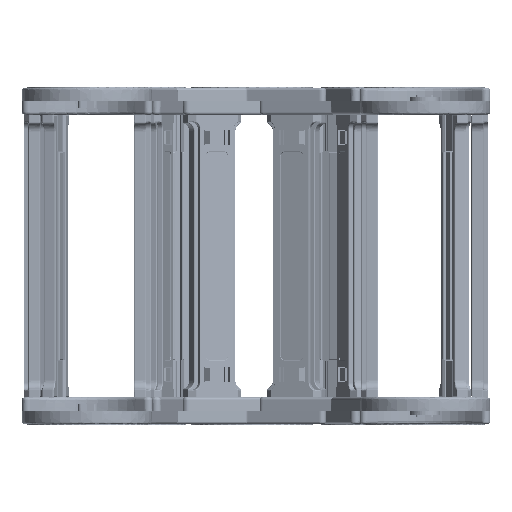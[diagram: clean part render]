
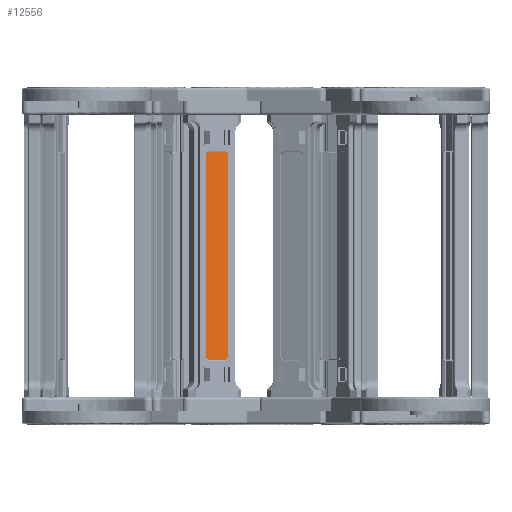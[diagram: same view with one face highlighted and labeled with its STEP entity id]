
A CAD part, left-side view. The second image highlights one B-rep face of the part: STEP entity #12556.
In plain terms, the highlighted face is planar.
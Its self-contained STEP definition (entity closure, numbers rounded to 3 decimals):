
#538 = DIRECTION ( 'NONE',  ( 0., 1., 0. ) ) ;
#1088 = DIRECTION ( 'NONE',  ( 1., 0., 0. ) ) ;
#1352 = CARTESIAN_POINT ( 'NONE',  ( -72.692, 199.948, 105.586 ) ) ;
#1693 = EDGE_CURVE ( 'NONE', #10374, #24438, #34735, .T. ) ;
#2067 = EDGE_LOOP ( 'NONE', ( #7278, #36514, #21550, #13431, #8021, #15046, #21696, #31257 ) ) ;
#2352 = AXIS2_PLACEMENT_3D ( 'NONE', #35376, #538, #14794 ) ;
#3569 = EDGE_CURVE ( 'NONE', #5944, #26462, #11696, .T. ) ;
#3620 = CARTESIAN_POINT ( 'NONE',  ( -65.756, 199.948, 107.524 ) ) ;
#3875 = EDGE_CURVE ( 'NONE', #16923, #28903, #36402, .T. ) ;
#5880 = AXIS2_PLACEMENT_3D ( 'NONE', #1352, #36578, #27552 ) ;
#5944 = VERTEX_POINT ( 'NONE', #33353 ) ;
#6629 = VERTEX_POINT ( 'NONE', #3620 ) ;
#7251 = EDGE_CURVE ( 'NONE', #6629, #10374, #15723, .T. ) ;
#7278 = ORIENTED_EDGE ( 'NONE', *, *, #1693, .T. ) ;
#8021 = ORIENTED_EDGE ( 'NONE', *, *, #3569, .T. ) ;
#8080 = VECTOR ( 'NONE', #19854, 1000. ) ;
#9297 = DIRECTION ( 'NONE',  ( 0., 0., 1. ) ) ;
#10374 = VERTEX_POINT ( 'NONE', #24020 ) ;
#11696 = LINE ( 'NONE', #24343, #19921 ) ;
#11814 = VERTEX_POINT ( 'NONE', #12249 ) ;
#12249 = CARTESIAN_POINT ( 'NONE',  ( -72.692, 199.948, 107.524 ) ) ;
#12556 = ADVANCED_FACE ( 'NONE', ( #26946 ), #37870, .T. ) ;
#12565 = AXIS2_PLACEMENT_3D ( 'NONE', #37068, #16498, #25441 ) ;
#13431 = ORIENTED_EDGE ( 'NONE', *, *, #22474, .F. ) ;
#13622 = CARTESIAN_POINT ( 'NONE',  ( -74.63, 199.948, 105.586 ) ) ;
#14512 = VECTOR ( 'NONE', #1088, 1000. ) ;
#14794 = DIRECTION ( 'NONE',  ( 0., 0., 1. ) ) ;
#15046 = ORIENTED_EDGE ( 'NONE', *, *, #31728, .T. ) ;
#15723 = CIRCLE ( 'NONE', #2352, 1.938 ) ;
#16498 = DIRECTION ( 'NONE',  ( 0., -1., 0. ) ) ;
#16923 = VERTEX_POINT ( 'NONE', #24881 ) ;
#17314 = DIRECTION ( 'NONE',  ( 0., 0., 1. ) ) ;
#17753 = LINE ( 'NONE', #27419, #14512 ) ;
#19854 = DIRECTION ( 'NONE',  ( 1., 0., 0. ) ) ;
#19921 = VECTOR ( 'NONE', #9297, 1000. ) ;
#19997 = CARTESIAN_POINT ( 'NONE',  ( -72.692, 199.948, 100.786 ) ) ;
#20612 = CARTESIAN_POINT ( 'NONE',  ( -63.818, 199.948, 16.908 ) ) ;
#21328 = DIRECTION ( 'NONE',  ( 0., 0., -1. ) ) ;
#21550 = ORIENTED_EDGE ( 'NONE', *, *, #3875, .F. ) ;
#21696 = ORIENTED_EDGE ( 'NONE', *, *, #26769, .T. ) ;
#22474 = EDGE_CURVE ( 'NONE', #5944, #16923, #30781, .T. ) ;
#23543 = DIRECTION ( 'NONE',  ( 0., 0., -1. ) ) ;
#24020 = CARTESIAN_POINT ( 'NONE',  ( -63.818, 199.948, 105.586 ) ) ;
#24343 = CARTESIAN_POINT ( 'NONE',  ( -74.63, 199.948, 100.786 ) ) ;
#24438 = VERTEX_POINT ( 'NONE', #20612 ) ;
#24642 = AXIS2_PLACEMENT_3D ( 'NONE', #28439, #28951, #21328 ) ;
#24696 = VECTOR ( 'NONE', #23543, 1000. ) ;
#24881 = CARTESIAN_POINT ( 'NONE',  ( -72.692, 199.948, 14.97 ) ) ;
#25441 = DIRECTION ( 'NONE',  ( 0., 0., -1. ) ) ;
#25457 = EDGE_CURVE ( 'NONE', #28903, #24438, #32434, .T. ) ;
#26462 = VERTEX_POINT ( 'NONE', #13622 ) ;
#26769 = EDGE_CURVE ( 'NONE', #11814, #6629, #17753, .T. ) ;
#26946 = FACE_OUTER_BOUND ( 'NONE', #2067, .T. ) ;
#27419 = CARTESIAN_POINT ( 'NONE',  ( -72.692, 199.948, 107.524 ) ) ;
#27552 = DIRECTION ( 'NONE',  ( 0., 0., 1. ) ) ;
#28439 = CARTESIAN_POINT ( 'NONE',  ( -65.756, 199.948, 16.908 ) ) ;
#28903 = VERTEX_POINT ( 'NONE', #36358 ) ;
#28951 = DIRECTION ( 'NONE',  ( 0., -1., 0. ) ) ;
#30781 = CIRCLE ( 'NONE', #12565, 1.938 ) ;
#31257 = ORIENTED_EDGE ( 'NONE', *, *, #7251, .T. ) ;
#31728 = EDGE_CURVE ( 'NONE', #26462, #11814, #33069, .T. ) ;
#32150 = DIRECTION ( 'NONE',  ( 0., 1., 0. ) ) ;
#32434 = CIRCLE ( 'NONE', #24642, 1.938 ) ;
#33069 = CIRCLE ( 'NONE', #5880, 1.938 ) ;
#33353 = CARTESIAN_POINT ( 'NONE',  ( -74.63, 199.948, 16.908 ) ) ;
#34735 = LINE ( 'NONE', #35176, #24696 ) ;
#34962 = AXIS2_PLACEMENT_3D ( 'NONE', #19997, #32150, #17314 ) ;
#35176 = CARTESIAN_POINT ( 'NONE',  ( -63.818, 199.948, 100.786 ) ) ;
#35376 = CARTESIAN_POINT ( 'NONE',  ( -65.756, 199.948, 105.586 ) ) ;
#36358 = CARTESIAN_POINT ( 'NONE',  ( -65.756, 199.948, 14.97 ) ) ;
#36402 = LINE ( 'NONE', #37354, #8080 ) ;
#36514 = ORIENTED_EDGE ( 'NONE', *, *, #25457, .F. ) ;
#36578 = DIRECTION ( 'NONE',  ( 0., 1., 0. ) ) ;
#37068 = CARTESIAN_POINT ( 'NONE',  ( -72.692, 199.948, 16.908 ) ) ;
#37354 = CARTESIAN_POINT ( 'NONE',  ( -72.692, 199.948, 14.97 ) ) ;
#37870 = PLANE ( 'NONE',  #34962 ) ;
